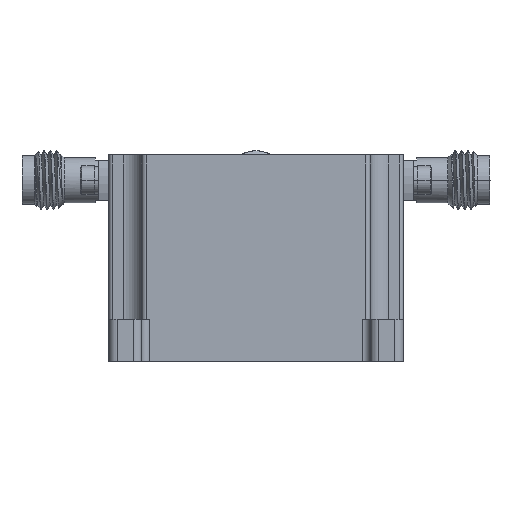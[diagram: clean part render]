
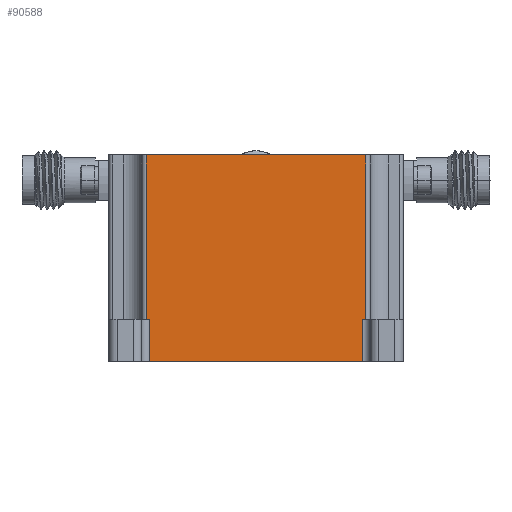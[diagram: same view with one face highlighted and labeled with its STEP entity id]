
A CAD part, front view. The second image highlights one B-rep face of the part: STEP entity #90588.
In plain terms, the highlighted planar face has unit normal (0, -1, 0).
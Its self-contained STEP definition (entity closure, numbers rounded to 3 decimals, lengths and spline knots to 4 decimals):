
#1450 = CARTESIAN_POINT ( 'NONE',  ( 8.2721, 7.498, -0.7677 ) ) ;
#1902 = EDGE_CURVE ( 'NONE', #62958, #51382, #30013, .T. ) ;
#1936 = LINE ( 'NONE', #1450, #16532 ) ;
#4484 = VECTOR ( 'NONE', #31238, 39.3701 ) ;
#6293 = EDGE_CURVE ( 'NONE', #24182, #15032, #59068, .T. ) ;
#6427 = DIRECTION ( 'NONE',  ( -1., 0., 0. ) ) ;
#11443 = AXIS2_PLACEMENT_3D ( 'NONE', #80946, #50377, #72226 ) ;
#13465 = VECTOR ( 'NONE', #21968, 39.3701 ) ;
#14767 = EDGE_CURVE ( 'NONE', #15032, #62958, #23365, .T. ) ;
#15032 = VERTEX_POINT ( 'NONE', #78645 ) ;
#16532 = VECTOR ( 'NONE', #31022, 39.3701 ) ;
#16822 = VERTEX_POINT ( 'NONE', #39643 ) ;
#20715 = VECTOR ( 'NONE', #6427, 39.3701 ) ;
#21759 = FACE_OUTER_BOUND ( 'NONE', #37285, .T. ) ;
#21968 = DIRECTION ( 'NONE',  ( 0., 0., 1. ) ) ;
#22661 = CARTESIAN_POINT ( 'NONE',  ( 7.2607, 7.498, -0.7677 ) ) ;
#23365 = LINE ( 'NONE', #88900, #13465 ) ;
#24182 = VERTEX_POINT ( 'NONE', #79895 ) ;
#24847 = LINE ( 'NONE', #37971, #69105 ) ;
#27510 = VECTOR ( 'NONE', #27968, 39.3701 ) ;
#27968 = DIRECTION ( 'NONE',  ( 0., 0., -1. ) ) ;
#28249 = CARTESIAN_POINT ( 'NONE',  ( 7.2607, 7.498, -0.7677 ) ) ;
#30013 = LINE ( 'NONE', #51832, #78944 ) ;
#30677 = DIRECTION ( 'NONE',  ( 1., 0., 0. ) ) ;
#31022 = DIRECTION ( 'NONE',  ( 0., 0., -1. ) ) ;
#31238 = DIRECTION ( 'NONE',  ( 0., 0., 1. ) ) ;
#37285 = EDGE_LOOP ( 'NONE', ( #73676, #91347, #64580, #52402, #38288, #93774, #54329, #49260 ) ) ;
#37971 = CARTESIAN_POINT ( 'NONE',  ( 8.4073, 7.498, -0.9646 ) ) ;
#38288 = ORIENTED_EDGE ( 'NONE', *, *, #14767, .F. ) ;
#38899 = VECTOR ( 'NONE', #88671, 39.3701 ) ;
#39643 = CARTESIAN_POINT ( 'NONE',  ( 8.2547, 7.498, -0.7677 ) ) ;
#41317 = CARTESIAN_POINT ( 'NONE',  ( 8.2721, 7.498, 0. ) ) ;
#43905 = EDGE_CURVE ( 'NONE', #69276, #24182, #90441, .T. ) ;
#49260 = ORIENTED_EDGE ( 'NONE', *, *, #94273, .T. ) ;
#49691 = VERTEX_POINT ( 'NONE', #61711 ) ;
#50377 = DIRECTION ( 'NONE',  ( 0., 1., 0. ) ) ;
#51382 = VERTEX_POINT ( 'NONE', #41317 ) ;
#51832 = CARTESIAN_POINT ( 'NONE',  ( 0., 7.498, 0. ) ) ;
#52402 = ORIENTED_EDGE ( 'NONE', *, *, #1902, .F. ) ;
#53222 = EDGE_CURVE ( 'NONE', #75356, #16822, #94696, .T. ) ;
#54329 = ORIENTED_EDGE ( 'NONE', *, *, #43905, .F. ) ;
#59068 = LINE ( 'NONE', #22661, #38899 ) ;
#59575 = PLANE ( 'NONE',  #11443 ) ;
#60255 = EDGE_CURVE ( 'NONE', #51382, #75356, #1936, .T. ) ;
#61711 = CARTESIAN_POINT ( 'NONE',  ( 8.2547, 7.498, -0.9646 ) ) ;
#62958 = VERTEX_POINT ( 'NONE', #91825 ) ;
#64580 = ORIENTED_EDGE ( 'NONE', *, *, #60255, .F. ) ;
#69105 = VECTOR ( 'NONE', #30677, 39.3701 ) ;
#69276 = VERTEX_POINT ( 'NONE', #83196 ) ;
#72121 = LINE ( 'NONE', #94417, #27510 ) ;
#72226 = DIRECTION ( 'NONE',  ( -1., 0., 0. ) ) ;
#73676 = ORIENTED_EDGE ( 'NONE', *, *, #82851, .F. ) ;
#75356 = VERTEX_POINT ( 'NONE', #92799 ) ;
#78645 = CARTESIAN_POINT ( 'NONE',  ( 7.2433, 7.498, -0.7677 ) ) ;
#78944 = VECTOR ( 'NONE', #82891, 39.3701 ) ;
#79895 = CARTESIAN_POINT ( 'NONE',  ( 7.2607, 7.498, -0.7677 ) ) ;
#80946 = CARTESIAN_POINT ( 'NONE',  ( 7.2607, 7.498, -0.7677 ) ) ;
#81711 = CARTESIAN_POINT ( 'NONE',  ( 7.2607, 7.498, -0.7677 ) ) ;
#82851 = EDGE_CURVE ( 'NONE', #16822, #49691, #72121, .T. ) ;
#82891 = DIRECTION ( 'NONE',  ( 1., 0., 0. ) ) ;
#83196 = CARTESIAN_POINT ( 'NONE',  ( 7.2607, 7.498, -0.9646 ) ) ;
#88671 = DIRECTION ( 'NONE',  ( -1., 0., 0. ) ) ;
#88900 = CARTESIAN_POINT ( 'NONE',  ( 7.2433, 7.498, -0.7677 ) ) ;
#90441 = LINE ( 'NONE', #81711, #4484 ) ;
#90588 = ADVANCED_FACE ( 'NONE', ( #21759 ), #59575, .F. ) ;
#91347 = ORIENTED_EDGE ( 'NONE', *, *, #53222, .F. ) ;
#91825 = CARTESIAN_POINT ( 'NONE',  ( 7.2433, 7.498, 0. ) ) ;
#92799 = CARTESIAN_POINT ( 'NONE',  ( 8.2721, 7.498, -0.7677 ) ) ;
#93774 = ORIENTED_EDGE ( 'NONE', *, *, #6293, .F. ) ;
#94273 = EDGE_CURVE ( 'NONE', #69276, #49691, #24847, .T. ) ;
#94417 = CARTESIAN_POINT ( 'NONE',  ( 8.2547, 7.498, -0.7677 ) ) ;
#94696 = LINE ( 'NONE', #28249, #20715 ) ;
